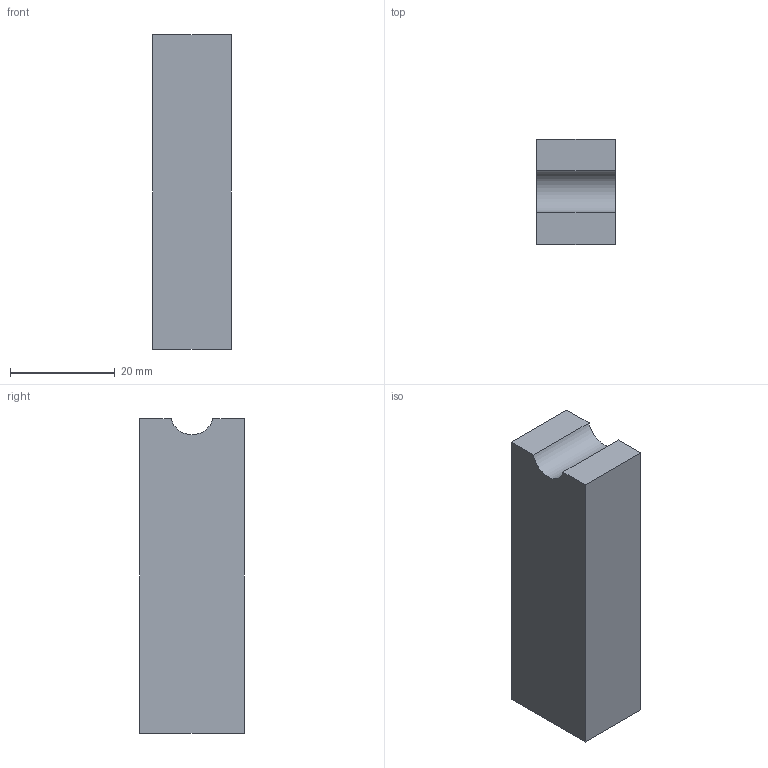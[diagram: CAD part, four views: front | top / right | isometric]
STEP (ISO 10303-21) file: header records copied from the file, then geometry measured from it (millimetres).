
FILE_DESCRIPTION(/* description */ ('STEP AP242','CAx-IF Rec.Pracs.---Representation and Presentation of Product Manufacturing Information (PMI)---4.0---2014-10-13','CAx-IF Rec.Pracs.---3D Tessellated Geometry---0.4---2014-09-14','2;1'),/* implementation_level */ '2;1');
FILE_NAME(/* name */ '65ae9415bd3ccc7f5d33c732',/* time_stamp */ '2024-01-22T16:13:10Z',/* author */ (''),/* organization */ (''),/* preprocessor_version */ 'ST-DEVELOPER v19.4',/* originating_system */ ' ',/* authorisation */ ' ');
FILE_SCHEMA (('AP242_MANAGED_MODEL_BASED_3D_ENGINEERING_MIM_LF { 1 0 10303 442 1 1 4 }'));
Length unit declared in the file: metre
Products named in the file (1): Part 1
Bounding box: 15 x 20 x 60 mm (x, y, z)
Volume: 17725.7 mm3; surface area: 4807 mm2
Topology: 1 solids, 1 shells, 8 faces, 18 edges, 12 vertices
Faces by surface type: plane 7, cylinder 1
Entity records: 246 total; most frequent: CARTESIAN_POINT 39, DIRECTION 38, ORIENTED_EDGE 36, EDGE_CURVE 18, LINE 16, VECTOR 16, VERTEX_POINT 12, AXIS2_PLACEMENT_3D 11
